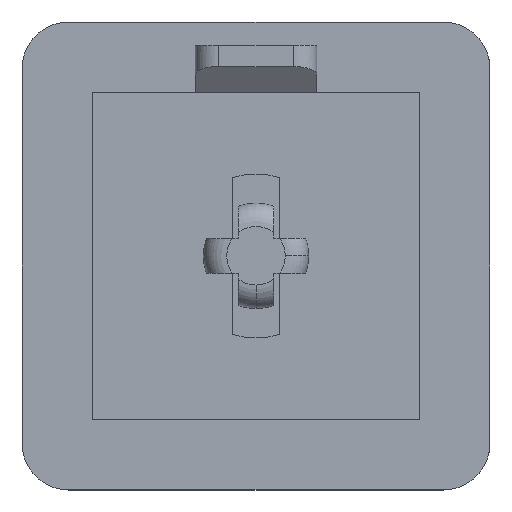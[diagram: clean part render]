
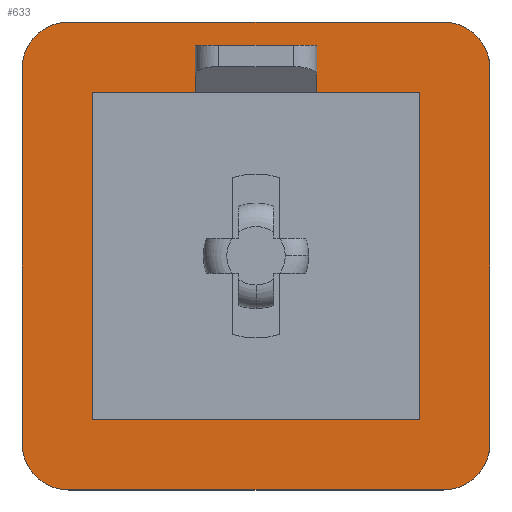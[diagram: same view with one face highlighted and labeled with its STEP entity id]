
A CAD part, top view. The second image highlights one B-rep face of the part: STEP entity #633.
In plain terms, the highlighted planar face has unit normal (0, 0, 1).
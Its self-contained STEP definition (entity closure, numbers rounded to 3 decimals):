
#17 = CARTESIAN_POINT ( 'NONE',  ( 8., 8., 2.5 ) ) ;
#41 = CIRCLE ( 'NONE', #1130, 2. ) ;
#54 = ORIENTED_EDGE ( 'NONE', *, *, #1353, .T. ) ;
#58 = CARTESIAN_POINT ( 'NONE',  ( -7., -7., 2.5 ) ) ;
#96 = LINE ( 'NONE', #1270, #1009 ) ;
#106 = AXIS2_PLACEMENT_3D ( 'NONE', #17, #327, #1459 ) ;
#114 = CARTESIAN_POINT ( 'NONE',  ( -10., -7., 2.5 ) ) ;
#129 = PLANE ( 'NONE',  #1607 ) ;
#141 = CARTESIAN_POINT ( 'NONE',  ( 10., 10., 2.5 ) ) ;
#143 = ORIENTED_EDGE ( 'NONE', *, *, #753, .T. ) ;
#182 = ORIENTED_EDGE ( 'NONE', *, *, #591, .T. ) ;
#194 = VECTOR ( 'NONE', #560, 1000. ) ;
#216 = ORIENTED_EDGE ( 'NONE', *, *, #381, .T. ) ;
#220 = VECTOR ( 'NONE', #342, 1000. ) ;
#228 = LINE ( 'NONE', #832, #1247 ) ;
#237 = CARTESIAN_POINT ( 'NONE',  ( 8., 10., 2.5 ) ) ;
#249 = ORIENTED_EDGE ( 'NONE', *, *, #1824, .T. ) ;
#264 = ORIENTED_EDGE ( 'NONE', *, *, #1622, .T. ) ;
#276 = DIRECTION ( 'NONE',  ( 0., -1., 0. ) ) ;
#293 = FACE_BOUND ( 'NONE', #485, .T. ) ;
#294 = EDGE_CURVE ( 'NONE', #1718, #1166, #653, .T. ) ;
#304 = CARTESIAN_POINT ( 'NONE',  ( -10., 10., 2.5 ) ) ;
#306 = FACE_OUTER_BOUND ( 'NONE', #966, .T. ) ;
#327 = DIRECTION ( 'NONE',  ( 0., 0., 1. ) ) ;
#342 = DIRECTION ( 'NONE',  ( 1., 0., 0. ) ) ;
#343 = CIRCLE ( 'NONE', #858, 2. ) ;
#372 = VECTOR ( 'NONE', #1595, 1000. ) ;
#381 = EDGE_CURVE ( 'NONE', #382, #717, #1563, .T. ) ;
#382 = VERTEX_POINT ( 'NONE', #861 ) ;
#420 = ORIENTED_EDGE ( 'NONE', *, *, #1285, .T. ) ;
#435 = DIRECTION ( 'NONE',  ( -1., 0., 0. ) ) ;
#480 = DIRECTION ( 'NONE',  ( -1., 0., 0. ) ) ;
#485 = EDGE_LOOP ( 'NONE', ( #1782, #1143, #54, #1839, #143, #1305, #420, #216 ) ) ;
#491 = VERTEX_POINT ( 'NONE', #918 ) ;
#506 = DIRECTION ( 'NONE',  ( 0., 1., 0. ) ) ;
#521 = VERTEX_POINT ( 'NONE', #957 ) ;
#551 = VERTEX_POINT ( 'NONE', #1813 ) ;
#560 = DIRECTION ( 'NONE',  ( 0., 1., 0. ) ) ;
#563 = DIRECTION ( 'NONE',  ( 1., 0., 0. ) ) ;
#591 = EDGE_CURVE ( 'NONE', #521, #777, #96, .T. ) ;
#598 = DIRECTION ( 'NONE',  ( 1., 0., 0. ) ) ;
#633 = ADVANCED_FACE ( 'NONE', ( #306, #293 ), #129, .T. ) ;
#648 = EDGE_CURVE ( 'NONE', #1320, #551, #1159, .T. ) ;
#653 = LINE ( 'NONE', #1222, #1453 ) ;
#673 = EDGE_CURVE ( 'NONE', #717, #1800, #1440, .T. ) ;
#684 = EDGE_CURVE ( 'NONE', #777, #1718, #343, .T. ) ;
#689 = VERTEX_POINT ( 'NONE', #1590 ) ;
#711 = CIRCLE ( 'NONE', #1215, 2. ) ;
#715 = LINE ( 'NONE', #304, #372 ) ;
#717 = VERTEX_POINT ( 'NONE', #1167 ) ;
#753 = EDGE_CURVE ( 'NONE', #1158, #491, #925, .T. ) ;
#761 = ORIENTED_EDGE ( 'NONE', *, *, #648, .T. ) ;
#768 = CARTESIAN_POINT ( 'NONE',  ( -2.6, -10., 2.5 ) ) ;
#776 = LINE ( 'NONE', #768, #1430 ) ;
#777 = VERTEX_POINT ( 'NONE', #1178 ) ;
#791 = DIRECTION ( 'NONE',  ( -1., 0., 0. ) ) ;
#821 = DIRECTION ( 'NONE',  ( 1., 0., 0. ) ) ;
#832 = CARTESIAN_POINT ( 'NONE',  ( -10., 9., 2.5 ) ) ;
#836 = ORIENTED_EDGE ( 'NONE', *, *, #294, .T. ) ;
#844 = DIRECTION ( 'NONE',  ( -1., 0., 0. ) ) ;
#858 = AXIS2_PLACEMENT_3D ( 'NONE', #1302, #1321, #891 ) ;
#859 = VECTOR ( 'NONE', #1322, 1000. ) ;
#861 = CARTESIAN_POINT ( 'NONE',  ( 2.6, 9., 2.5 ) ) ;
#891 = DIRECTION ( 'NONE',  ( -1., 0., 0. ) ) ;
#909 = LINE ( 'NONE', #1191, #859 ) ;
#911 = VECTOR ( 'NONE', #435, 1000. ) ;
#918 = CARTESIAN_POINT ( 'NONE',  ( -2.6, 7., 2.5 ) ) ;
#925 = LINE ( 'NONE', #1355, #220 ) ;
#950 = ORIENTED_EDGE ( 'NONE', *, *, #982, .T. ) ;
#957 = CARTESIAN_POINT ( 'NONE',  ( -8., -10., 2.5 ) ) ;
#966 = EDGE_LOOP ( 'NONE', ( #950, #1526, #182, #1488, #836, #264, #761, #249 ) ) ;
#982 = EDGE_CURVE ( 'NONE', #1172, #689, #715, .T. ) ;
#985 = CARTESIAN_POINT ( 'NONE',  ( -2.6, 9., 2.5 ) ) ;
#1009 = VECTOR ( 'NONE', #1846, 1000. ) ;
#1048 = VERTEX_POINT ( 'NONE', #985 ) ;
#1068 = EDGE_CURVE ( 'NONE', #1733, #1158, #1557, .T. ) ;
#1093 = VECTOR ( 'NONE', #563, 1000. ) ;
#1108 = EDGE_CURVE ( 'NONE', #491, #1048, #776, .T. ) ;
#1111 = CARTESIAN_POINT ( 'NONE',  ( 10., -8., 2.5 ) ) ;
#1130 = AXIS2_PLACEMENT_3D ( 'NONE', #1866, #1428, #844 ) ;
#1143 = ORIENTED_EDGE ( 'NONE', *, *, #1516, .T. ) ;
#1144 = CARTESIAN_POINT ( 'NONE',  ( -7., -10., 2.5 ) ) ;
#1146 = VERTEX_POINT ( 'NONE', #1643 ) ;
#1158 = VERTEX_POINT ( 'NONE', #1461 ) ;
#1159 = LINE ( 'NONE', #141, #911 ) ;
#1166 = VERTEX_POINT ( 'NONE', #1757 ) ;
#1167 = CARTESIAN_POINT ( 'NONE',  ( 2.6, 7., 2.5 ) ) ;
#1172 = VERTEX_POINT ( 'NONE', #1352 ) ;
#1176 = DIRECTION ( 'NONE',  ( 0., 1., 0. ) ) ;
#1178 = CARTESIAN_POINT ( 'NONE',  ( 8., -10., 2.5 ) ) ;
#1191 = CARTESIAN_POINT ( 'NONE',  ( 7., -10., 2.5 ) ) ;
#1215 = AXIS2_PLACEMENT_3D ( 'NONE', #1349, #1484, #480 ) ;
#1222 = CARTESIAN_POINT ( 'NONE',  ( 10., 10., 2.5 ) ) ;
#1247 = VECTOR ( 'NONE', #821, 1000. ) ;
#1270 = CARTESIAN_POINT ( 'NONE',  ( 10., -10., 2.5 ) ) ;
#1285 = EDGE_CURVE ( 'NONE', #1048, #382, #228, .T. ) ;
#1302 = CARTESIAN_POINT ( 'NONE',  ( 8., -8., 2.5 ) ) ;
#1305 = ORIENTED_EDGE ( 'NONE', *, *, #1108, .T. ) ;
#1320 = VERTEX_POINT ( 'NONE', #237 ) ;
#1321 = DIRECTION ( 'NONE',  ( 0., 0., 1. ) ) ;
#1322 = DIRECTION ( 'NONE',  ( 0., -1., 0. ) ) ;
#1349 = CARTESIAN_POINT ( 'NONE',  ( -8., -8., 2.5 ) ) ;
#1352 = CARTESIAN_POINT ( 'NONE',  ( -10., 8., 2.5 ) ) ;
#1353 = EDGE_CURVE ( 'NONE', #1146, #1733, #1408, .T. ) ;
#1355 = CARTESIAN_POINT ( 'NONE',  ( -10., 7., 2.5 ) ) ;
#1408 = LINE ( 'NONE', #114, #1667 ) ;
#1428 = DIRECTION ( 'NONE',  ( 0., 0., 1. ) ) ;
#1430 = VECTOR ( 'NONE', #1176, 1000. ) ;
#1440 = LINE ( 'NONE', #1859, #1093 ) ;
#1453 = VECTOR ( 'NONE', #506, 1000. ) ;
#1459 = DIRECTION ( 'NONE',  ( -1., 0., 0. ) ) ;
#1461 = CARTESIAN_POINT ( 'NONE',  ( -7., 7., 2.5 ) ) ;
#1484 = DIRECTION ( 'NONE',  ( 0., 0., 1. ) ) ;
#1488 = ORIENTED_EDGE ( 'NONE', *, *, #684, .T. ) ;
#1516 = EDGE_CURVE ( 'NONE', #1800, #1146, #909, .T. ) ;
#1526 = ORIENTED_EDGE ( 'NONE', *, *, #1538, .T. ) ;
#1538 = EDGE_CURVE ( 'NONE', #689, #521, #711, .T. ) ;
#1557 = LINE ( 'NONE', #1144, #194 ) ;
#1563 = LINE ( 'NONE', #1585, #1758 ) ;
#1568 = CARTESIAN_POINT ( 'NONE',  ( 7., 7., 2.5 ) ) ;
#1585 = CARTESIAN_POINT ( 'NONE',  ( 2.6, -10., 2.5 ) ) ;
#1590 = CARTESIAN_POINT ( 'NONE',  ( -10., -8., 2.5 ) ) ;
#1595 = DIRECTION ( 'NONE',  ( 0., -1., 0. ) ) ;
#1606 = CARTESIAN_POINT ( 'NONE',  ( -10., -10., 2.5 ) ) ;
#1607 = AXIS2_PLACEMENT_3D ( 'NONE', #1606, #1868, #598 ) ;
#1622 = EDGE_CURVE ( 'NONE', #1166, #1320, #1641, .T. ) ;
#1641 = CIRCLE ( 'NONE', #106, 2. ) ;
#1643 = CARTESIAN_POINT ( 'NONE',  ( 7., -7., 2.5 ) ) ;
#1667 = VECTOR ( 'NONE', #791, 1000. ) ;
#1718 = VERTEX_POINT ( 'NONE', #1111 ) ;
#1733 = VERTEX_POINT ( 'NONE', #58 ) ;
#1757 = CARTESIAN_POINT ( 'NONE',  ( 10., 8., 2.5 ) ) ;
#1758 = VECTOR ( 'NONE', #276, 1000. ) ;
#1782 = ORIENTED_EDGE ( 'NONE', *, *, #673, .T. ) ;
#1800 = VERTEX_POINT ( 'NONE', #1568 ) ;
#1813 = CARTESIAN_POINT ( 'NONE',  ( -8., 10., 2.5 ) ) ;
#1824 = EDGE_CURVE ( 'NONE', #551, #1172, #41, .T. ) ;
#1839 = ORIENTED_EDGE ( 'NONE', *, *, #1068, .T. ) ;
#1846 = DIRECTION ( 'NONE',  ( 1., 0., 0. ) ) ;
#1859 = CARTESIAN_POINT ( 'NONE',  ( -10., 7., 2.5 ) ) ;
#1866 = CARTESIAN_POINT ( 'NONE',  ( -8., 8., 2.5 ) ) ;
#1868 = DIRECTION ( 'NONE',  ( 0., 0., 1. ) ) ;
